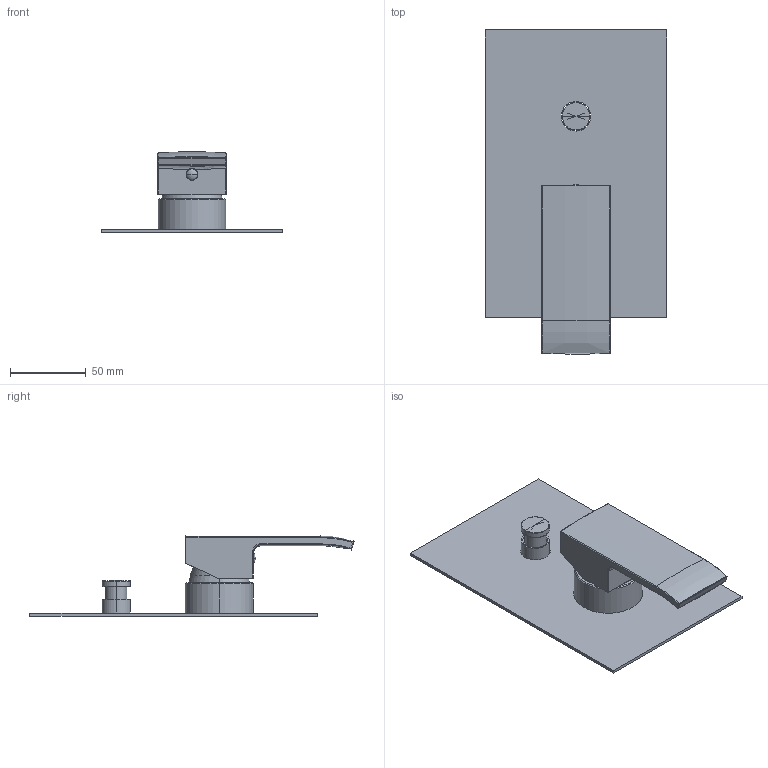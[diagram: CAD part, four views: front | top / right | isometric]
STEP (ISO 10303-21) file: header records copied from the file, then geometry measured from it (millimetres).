
FILE_DESCRIPTION((''),'2;1');
FILE_NAME('EL015CRM','2021-01-13T16:38:12',('ut3'),('PAFFONI SpA'),'CREO PARAMETRIC BY PTC INC, 2020044','CREO PARAMETRIC BY PTC INC, 2020044','');
FILE_SCHEMA(('CONFIG_CONTROL_DESIGN','SHAPE_APPEARANCE_LAYERS_GROUPS'));
Length unit declared in the file: millimetre
Products named in the file (1): EL015CRM
Bounding box: 120 x 214.03 x 53.01 mm (x, y, z)
Volume: 103593.5 mm3; surface area: 85391.7 mm2
Topology: 5 solids, 5 shells, 895 faces, 2375 edges, 1504 vertices
Faces by surface type: plane 548, cylinder 205, torus 75, cone 36, bspline 19, sphere 12
Entity records: 39050 total; most frequent: CARTESIAN_POINT 10784, ORIENTED_EDGE 4742, DIRECTION 4378, EDGE_CURVE 2371, VERTEX_POINT 1504, AXIS2_PLACEMENT_3D 1497, VECTOR 1384, LINE 1384
